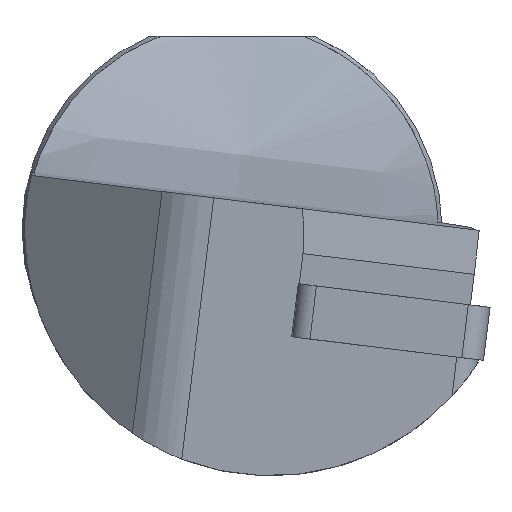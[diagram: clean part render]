
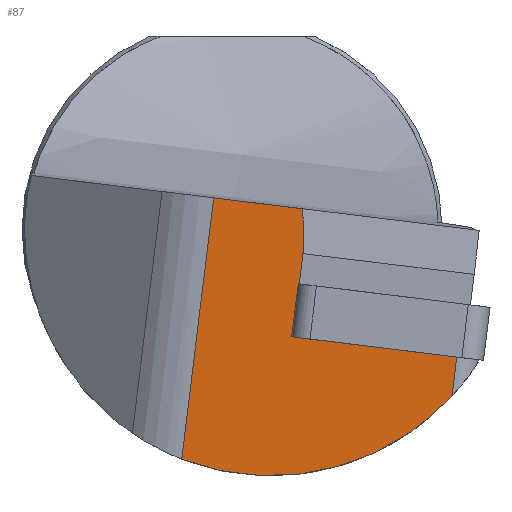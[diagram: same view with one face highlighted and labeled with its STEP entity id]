
A CAD part, left-side view. The second image highlights one B-rep face of the part: STEP entity #87.
In plain terms, the highlighted planar face has unit normal (-0.996, 0.086, 0.011).
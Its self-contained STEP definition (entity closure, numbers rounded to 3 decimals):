
#79=ELLIPSE('',#675,14.705,14.65);
#87=ADVANCED_FACE('',(#141),#122,.F.);
#122=PLANE('',#676);
#141=FACE_OUTER_BOUND('',#175,.T.);
#175=EDGE_LOOP('',(#323,#324,#325,#326,#327,#328,#329,#330));
#208=LINE('',#904,#257);
#218=LINE('',#944,#267);
#219=LINE('',#946,#268);
#220=LINE('',#948,#269);
#221=LINE('',#950,#270);
#222=LINE('',#952,#271);
#223=LINE('',#956,#272);
#257=VECTOR('',#732,1.);
#267=VECTOR('',#756,1.);
#268=VECTOR('',#757,1.);
#269=VECTOR('',#758,1.);
#270=VECTOR('',#759,1.);
#271=VECTOR('',#760,1.);
#272=VECTOR('',#763,1.);
#323=ORIENTED_EDGE('',*,*,#569,.T.);
#324=ORIENTED_EDGE('',*,*,#554,.T.);
#325=ORIENTED_EDGE('',*,*,#570,.T.);
#326=ORIENTED_EDGE('',*,*,#571,.T.);
#327=ORIENTED_EDGE('',*,*,#572,.F.);
#328=ORIENTED_EDGE('',*,*,#573,.F.);
#329=ORIENTED_EDGE('',*,*,#574,.T.);
#330=ORIENTED_EDGE('',*,*,#575,.T.);
#492=VERTEX_POINT('',#901);
#493=VERTEX_POINT('',#903);
#507=VERTEX_POINT('',#945);
#508=VERTEX_POINT('',#947);
#509=VERTEX_POINT('',#949);
#510=VERTEX_POINT('',#951);
#511=VERTEX_POINT('',#953);
#512=VERTEX_POINT('',#955);
#554=EDGE_CURVE('',#492,#493,#208,.T.);
#569=EDGE_CURVE('',#507,#492,#218,.T.);
#570=EDGE_CURVE('',#493,#508,#219,.T.);
#571=EDGE_CURVE('',#508,#509,#220,.T.);
#572=EDGE_CURVE('',#510,#509,#221,.T.);
#573=EDGE_CURVE('',#511,#510,#222,.T.);
#574=EDGE_CURVE('',#511,#512,#79,.T.);
#575=EDGE_CURVE('',#512,#507,#223,.T.);
#675=AXIS2_PLACEMENT_3D('',#954,#761,#762);
#676=AXIS2_PLACEMENT_3D('',#957,#764,#765);
#732=DIRECTION('',(0.087,0.989,0.121));
#756=DIRECTION('',(0.087,0.989,0.121));
#757=DIRECTION('',(0.,-0.122,0.993));
#758=DIRECTION('',(0.011,0.001,1.));
#759=DIRECTION('',(-0.087,-0.989,-0.121));
#760=DIRECTION('',(0.,-0.122,0.993));
#761=DIRECTION('',(-0.996,0.086,0.011));
#762=DIRECTION('',(0.087,0.989,0.121));
#763=DIRECTION('',(0.,-0.122,0.993));
#764=DIRECTION('',(0.996,-0.086,-0.011));
#765=DIRECTION('',(0.086,0.996,0.));
#901=CARTESIAN_POINT('',(2.204,-3.906,-6.422));
#903=CARTESIAN_POINT('',(2.23,-3.616,-6.386));
#904=CARTESIAN_POINT('',(1.376,-13.37,-7.584));
#944=CARTESIAN_POINT('',(1.376,-13.37,-7.584));
#945=CARTESIAN_POINT('',(1.376,-13.37,-7.584));
#946=CARTESIAN_POINT('',(2.23,-5.444,8.502));
#947=CARTESIAN_POINT('',(2.23,-4.224,-1.427));
#948=CARTESIAN_POINT('',(2.209,-4.227,-3.306));
#949=CARTESIAN_POINT('',(2.258,-4.221,1.237));
#950=CARTESIAN_POINT('',(1.376,-14.301,-0.001));
#951=CARTESIAN_POINT('',(2.723,1.09,1.889));
#952=CARTESIAN_POINT('',(2.723,4.1,-22.627));
#953=CARTESIAN_POINT('',(2.723,2.999,-13.658));
#954=CARTESIAN_POINT('',(2.411,-2.3,0.));
#955=CARTESIAN_POINT('',(1.376,-13.083,-9.917));
#956=CARTESIAN_POINT('',(1.376,-11.291,-24.517));
#957=CARTESIAN_POINT('',(1.376,-11.291,-24.517));
